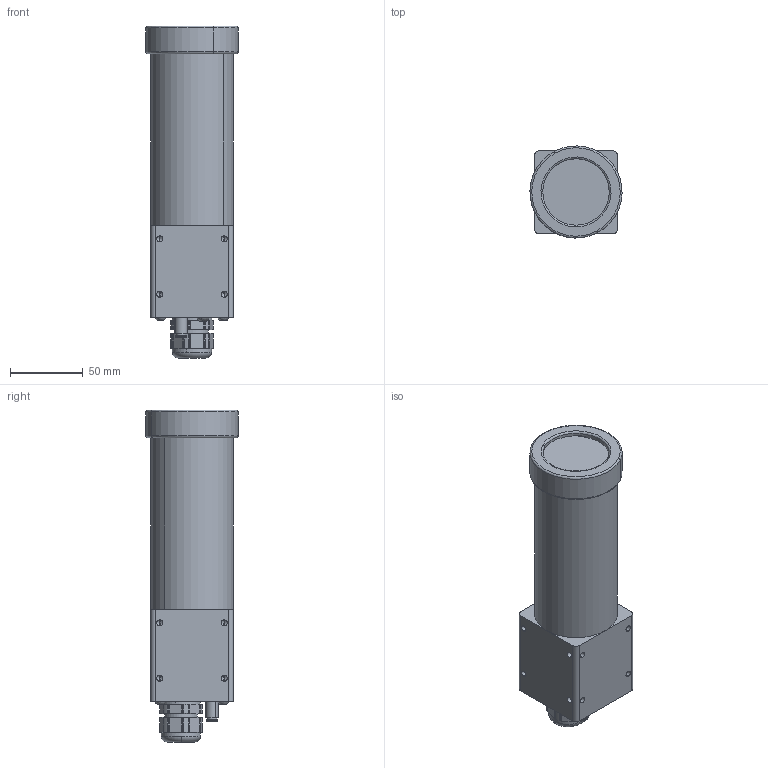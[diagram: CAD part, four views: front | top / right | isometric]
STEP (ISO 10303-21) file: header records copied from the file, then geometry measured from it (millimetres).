
FILE_DESCRIPTION (( 'STEP AP203' ), '1' );
FILE_NAME ('22C-AH.STEP', '2022-04-11T14:28:15', ( '' ), ( '' ), 'SwSTEP 2.0', 'SolidWorks 2021', '' );
FILE_SCHEMA (( 'CONFIG_CONTROL_DESIGN' ));
Length unit declared in the file: inch
Products named in the file (21): 9452K93; 200427; 200510; 500129; 200509; PG16-B01; 400301; 5779K244_5779K244; 400303; 91292A121_91292A121; 22C-AH; PG16-01-01-01-03; PG16-I01; 200347; 200507; 92949A259_92949A259; PG16-S01; 92095A188_92095A188; PG16-N03; SP-032-1; 200508
Assembly tree (25 placements, depth 3):
  22C-AH
    200427
    9452K93
    500129
    200507
    200508
    400301
    400303
    200509
      200510
      SP-032-1  x2
    200347
    92095A188_92095A188  x4
    5779K244_5779K244
    PG16-01-01-01-03
      PG16-B01
      PG16-I01
      PG16-S01
      PG16-N03
    91292A121_91292A121  x2
    92949A259_92949A259
Bounding box: 63.46 x 63.46 x 228.74 mm (x, y, z)
Volume: 217113.4 mm3; surface area: 126174.7 mm2
Topology: 24 solids, 24 shells, 1142 faces, 2850 edges, 1757 vertices
Faces by surface type: cylinder 635, plane 236, cone 221, bspline 23, torus 17, sphere 10
Entity records: 33176 total; most frequent: CARTESIAN_POINT 12299, ORIENTED_EDGE 4012, DIRECTION 3751, EDGE_CURVE 2006, AXIS2_PLACEMENT_3D 1482, VERTEX_POINT 1251, EDGE_LOOP 927, FACE_OUTER_BOUND 826
